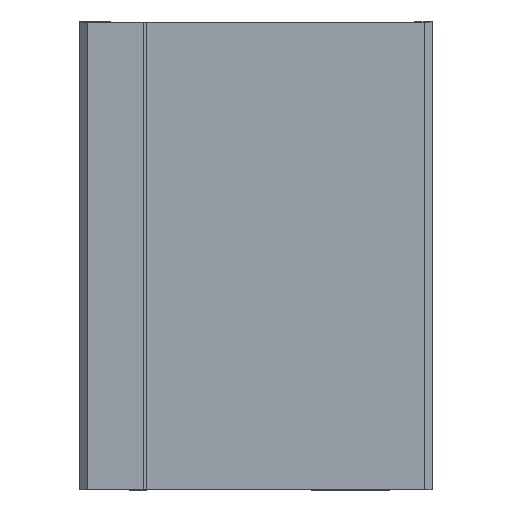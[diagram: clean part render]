
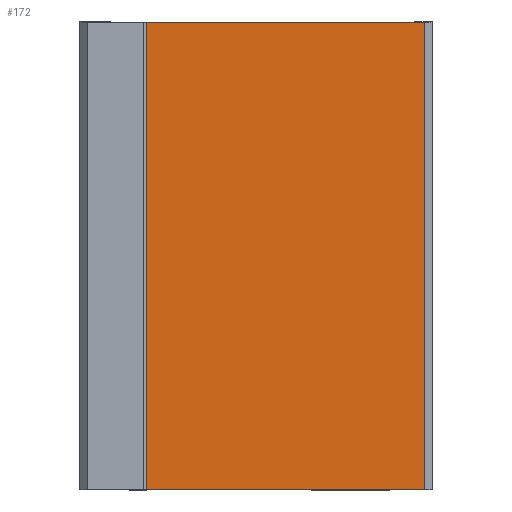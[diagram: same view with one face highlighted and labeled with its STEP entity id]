
A CAD part, left-side view. The second image highlights one B-rep face of the part: STEP entity #172.
In plain terms, the highlighted planar face has unit normal (-1, 0, 0).
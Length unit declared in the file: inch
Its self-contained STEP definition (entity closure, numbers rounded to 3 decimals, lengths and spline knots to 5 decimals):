
#13 = EDGE_CURVE ( 'NONE', #1273, #1819, #2417, .T. ) ;
#36 = LINE ( 'NONE', #658, #2117 ) ;
#73 = CARTESIAN_POINT ( 'NONE',  ( -1.18819, -0.74803, -2.6252 ) ) ;
#116 = DIRECTION ( 'NONE',  ( 0., 0., 1. ) ) ;
#172 = ADVANCED_FACE ( 'NONE', ( #1808 ), #757, .T. ) ;
#204 = EDGE_CURVE ( 'NONE', #1819, #1772, #1957, .T. ) ;
#439 = CARTESIAN_POINT ( 'NONE',  ( -1.18819, -0.74803, -2.6252 ) ) ;
#496 = DIRECTION ( 'NONE',  ( 0., 0., 1. ) ) ;
#548 = AXIS2_PLACEMENT_3D ( 'NONE', #1340, #1128, #116 ) ;
#549 = CARTESIAN_POINT ( 'NONE',  ( -1.18819, -0.74803, -2.6252 ) ) ;
#588 = ORIENTED_EDGE ( 'NONE', *, *, #1633, .T. ) ;
#658 = CARTESIAN_POINT ( 'NONE',  ( -1.18819, 0.81181, -2.6252 ) ) ;
#757 = PLANE ( 'NONE',  #548 ) ;
#820 = EDGE_LOOP ( 'NONE', ( #1048, #588, #1972, #1775 ) ) ;
#1045 = CARTESIAN_POINT ( 'NONE',  ( -1.18819, -0.74803, 0. ) ) ;
#1048 = ORIENTED_EDGE ( 'NONE', *, *, #2126, .T. ) ;
#1065 = VECTOR ( 'NONE', #2474, 39.37008 ) ;
#1128 = DIRECTION ( 'NONE',  ( -1., 0., 0. ) ) ;
#1273 = VERTEX_POINT ( 'NONE', #1711 ) ;
#1329 = VECTOR ( 'NONE', #496, 39.37008 ) ;
#1340 = CARTESIAN_POINT ( 'NONE',  ( -1.18819, -0.74803, -2.6252 ) ) ;
#1633 = EDGE_CURVE ( 'NONE', #2209, #1273, #36, .T. ) ;
#1711 = CARTESIAN_POINT ( 'NONE',  ( -1.18819, 0.81181, -2.6252 ) ) ;
#1772 = VERTEX_POINT ( 'NONE', #1045 ) ;
#1775 = ORIENTED_EDGE ( 'NONE', *, *, #204, .T. ) ;
#1808 = FACE_OUTER_BOUND ( 'NONE', #820, .T. ) ;
#1819 = VERTEX_POINT ( 'NONE', #439 ) ;
#1836 = DIRECTION ( 'NONE',  ( 0., -1., 0. ) ) ;
#1861 = CARTESIAN_POINT ( 'NONE',  ( -1.18819, 0.81181, 0. ) ) ;
#1957 = LINE ( 'NONE', #73, #1329 ) ;
#1972 = ORIENTED_EDGE ( 'NONE', *, *, #13, .T. ) ;
#2117 = VECTOR ( 'NONE', #2529, 39.37008 ) ;
#2126 = EDGE_CURVE ( 'NONE', #1772, #2209, #2485, .T. ) ;
#2209 = VERTEX_POINT ( 'NONE', #1861 ) ;
#2417 = LINE ( 'NONE', #549, #2418 ) ;
#2418 = VECTOR ( 'NONE', #1836, 39.37008 ) ;
#2474 = DIRECTION ( 'NONE',  ( 0., 1., 0. ) ) ;
#2485 = LINE ( 'NONE', #2503, #1065 ) ;
#2503 = CARTESIAN_POINT ( 'NONE',  ( -1.18819, -0.74803, 0. ) ) ;
#2529 = DIRECTION ( 'NONE',  ( 0., 0., -1. ) ) ;
